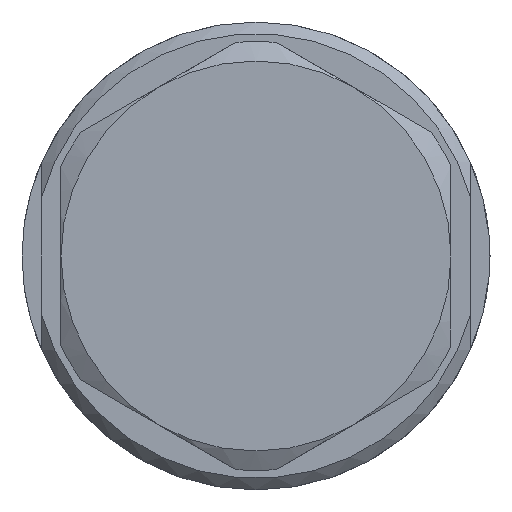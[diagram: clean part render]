
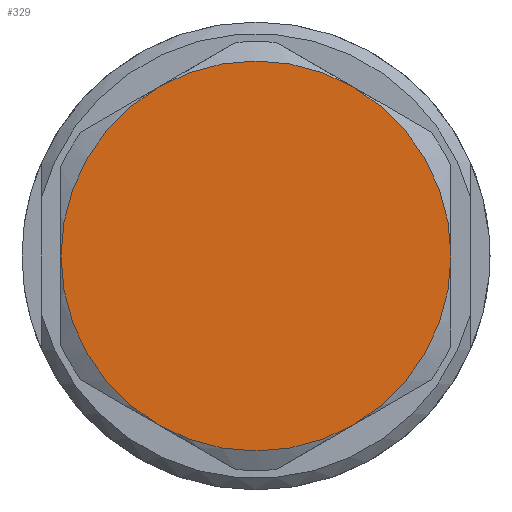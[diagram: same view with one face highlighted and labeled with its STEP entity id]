
A CAD part, left-side view. The second image highlights one B-rep face of the part: STEP entity #329.
In plain terms, the highlighted planar face has unit normal (-1, 0, 0).
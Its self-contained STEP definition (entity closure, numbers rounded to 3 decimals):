
#164=FACE_OUTER_BOUND('',#561,.T.);
#230=PLANE('',#1706);
#329=ADVANCED_FACE('',(#164),#230,.T.);
#561=EDGE_LOOP('',(#750,#751,#752,#753,#754,#755));
#750=ORIENTED_EDGE('',*,*,#1297,.T.);
#751=ORIENTED_EDGE('',*,*,#1289,.T.);
#752=ORIENTED_EDGE('',*,*,#1281,.T.);
#753=ORIENTED_EDGE('',*,*,#1293,.T.);
#754=ORIENTED_EDGE('',*,*,#1285,.T.);
#755=ORIENTED_EDGE('',*,*,#1277,.T.);
#1121=VERTEX_POINT('',#2518);
#1123=VERTEX_POINT('',#2521);
#1125=VERTEX_POINT('',#2533);
#1127=VERTEX_POINT('',#2536);
#1130=VERTEX_POINT('',#2550);
#1133=VERTEX_POINT('',#2564);
#1277=EDGE_CURVE('',#1123,#1121,#1501,.T.);
#1281=EDGE_CURVE('',#1127,#1125,#1503,.T.);
#1285=EDGE_CURVE('',#1130,#1123,#1505,.T.);
#1289=EDGE_CURVE('',#1133,#1127,#1507,.T.);
#1293=EDGE_CURVE('',#1125,#1130,#1509,.T.);
#1297=EDGE_CURVE('',#1121,#1133,#1511,.T.);
#1501=CIRCLE('',#1677,5.);
#1503=CIRCLE('',#1680,5.);
#1505=CIRCLE('',#1683,5.);
#1507=CIRCLE('',#1686,5.);
#1509=CIRCLE('',#1689,5.);
#1511=CIRCLE('',#1692,5.);
#1677=AXIS2_PLACEMENT_3D('',#2520,#1973,#1974);
#1680=AXIS2_PLACEMENT_3D('',#2535,#1979,#1980);
#1683=AXIS2_PLACEMENT_3D('',#2549,#1985,#1986);
#1686=AXIS2_PLACEMENT_3D('',#2563,#1991,#1992);
#1689=AXIS2_PLACEMENT_3D('',#2577,#1997,#1998);
#1692=AXIS2_PLACEMENT_3D('',#2590,#2003,#2004);
#1706=AXIS2_PLACEMENT_3D('',#2641,#2049,#2050);
#1973=DIRECTION('',(-1.,0.,0.));
#1974=DIRECTION('',(0.,0.,1.));
#1979=DIRECTION('',(-1.,0.,0.));
#1980=DIRECTION('',(0.,0.,1.));
#1985=DIRECTION('',(-1.,0.,0.));
#1986=DIRECTION('',(0.,0.,1.));
#1991=DIRECTION('',(-1.,0.,0.));
#1992=DIRECTION('',(0.,0.,1.));
#1997=DIRECTION('',(-1.,0.,0.));
#1998=DIRECTION('',(0.,0.,1.));
#2003=DIRECTION('',(-1.,0.,0.));
#2004=DIRECTION('',(0.,0.,1.));
#2049=DIRECTION('',(-1.,0.,0.));
#2050=DIRECTION('',(0.,0.,-1.));
#2518=CARTESIAN_POINT('',(-34.5,2.5,4.33));
#2520=CARTESIAN_POINT('',(-34.5,0.,0.));
#2521=CARTESIAN_POINT('',(-34.5,-2.5,4.33));
#2533=CARTESIAN_POINT('',(-34.5,-2.5,-4.33));
#2535=CARTESIAN_POINT('',(-34.5,0.,0.));
#2536=CARTESIAN_POINT('',(-34.5,2.5,-4.33));
#2549=CARTESIAN_POINT('',(-34.5,0.,0.));
#2550=CARTESIAN_POINT('',(-34.5,-5.,0.));
#2563=CARTESIAN_POINT('',(-34.5,0.,0.));
#2564=CARTESIAN_POINT('',(-34.5,5.,0.));
#2577=CARTESIAN_POINT('',(-34.5,0.,0.));
#2590=CARTESIAN_POINT('',(-34.5,0.,0.));
#2641=CARTESIAN_POINT('',(-34.5,0.,0.));
